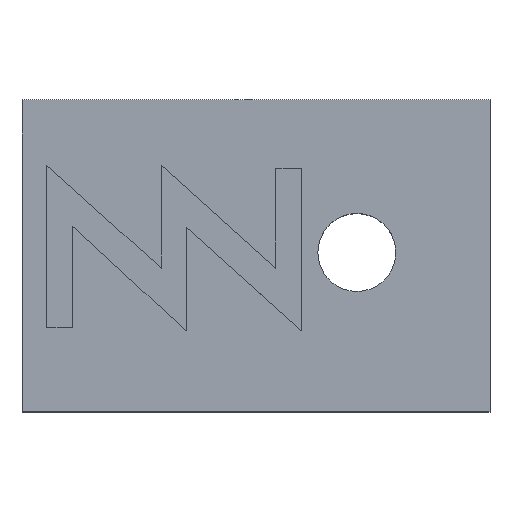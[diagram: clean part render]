
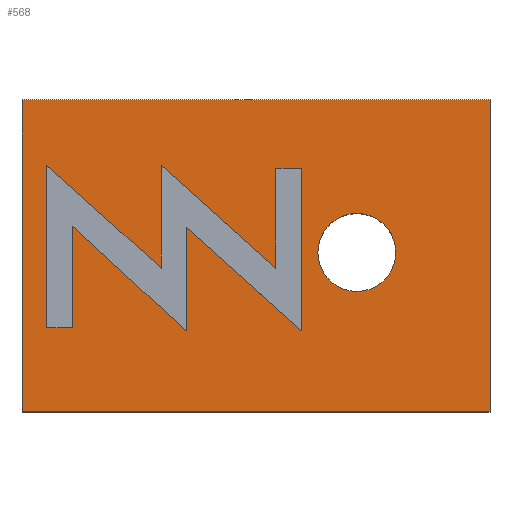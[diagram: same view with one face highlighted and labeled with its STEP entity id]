
A CAD part, top view. The second image highlights one B-rep face of the part: STEP entity #568.
In plain terms, the highlighted planar face has unit normal (0, 0, 1).
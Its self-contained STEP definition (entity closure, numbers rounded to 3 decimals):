
#44=LINE('',#801,#116);
#48=LINE('',#809,#120);
#51=LINE('',#815,#123);
#54=LINE('',#821,#126);
#57=LINE('',#827,#129);
#60=LINE('',#833,#132);
#63=LINE('',#839,#135);
#66=LINE('',#845,#138);
#69=LINE('',#851,#141);
#72=LINE('',#857,#144);
#75=LINE('',#863,#147);
#78=LINE('',#868,#150);
#82=LINE('',#878,#154);
#85=LINE('',#884,#157);
#88=LINE('',#890,#160);
#91=LINE('',#894,#163);
#116=VECTOR('',#658,0.639);
#120=VECTOR('',#664,0.166);
#123=VECTOR('',#669,1.042);
#126=VECTOR('',#674,0.995);
#129=VECTOR('',#679,0.665);
#132=VECTOR('',#684,0.991);
#135=VECTOR('',#689,0.65);
#138=VECTOR('',#694,0.166);
#141=VECTOR('',#699,1.041);
#144=VECTOR('',#704,0.987);
#147=VECTOR('',#709,0.66);
#150=VECTOR('',#714,0.988);
#154=VECTOR('',#722,2.);
#157=VECTOR('',#727,3.);
#160=VECTOR('',#732,2.);
#163=VECTOR('',#737,3.);
#191=PLANE('',#602);
#195=FACE_BOUND('',#260,.T.);
#196=FACE_BOUND('',#261,.T.);
#227=FACE_OUTER_BOUND('',#259,.T.);
#259=EDGE_LOOP('',(#510,#511,#512,#513));
#260=EDGE_LOOP('',(#514));
#261=EDGE_LOOP('',(#515,#516,#517,#518,#519,#520,#521,#522,#523,#524,#525,
#526));
#265=CIRCLE('',#573,0.25);
#267=VERTEX_POINT('',#744);
#285=VERTEX_POINT('',#799);
#286=VERTEX_POINT('',#800);
#289=VERTEX_POINT('',#808);
#291=VERTEX_POINT('',#814);
#293=VERTEX_POINT('',#820);
#295=VERTEX_POINT('',#826);
#297=VERTEX_POINT('',#832);
#299=VERTEX_POINT('',#838);
#301=VERTEX_POINT('',#844);
#303=VERTEX_POINT('',#850);
#305=VERTEX_POINT('',#856);
#307=VERTEX_POINT('',#862);
#311=VERTEX_POINT('',#875);
#312=VERTEX_POINT('',#877);
#314=VERTEX_POINT('',#883);
#316=VERTEX_POINT('',#889);
#317=EDGE_CURVE('',#267,#267,#265,.T.);
#343=EDGE_CURVE('',#285,#286,#44,.T.);
#347=EDGE_CURVE('',#286,#289,#48,.T.);
#350=EDGE_CURVE('',#289,#291,#51,.T.);
#353=EDGE_CURVE('',#291,#293,#54,.T.);
#356=EDGE_CURVE('',#293,#295,#57,.T.);
#359=EDGE_CURVE('',#295,#297,#60,.T.);
#362=EDGE_CURVE('',#297,#299,#63,.T.);
#365=EDGE_CURVE('',#299,#301,#66,.T.);
#368=EDGE_CURVE('',#301,#303,#69,.T.);
#371=EDGE_CURVE('',#303,#305,#72,.T.);
#374=EDGE_CURVE('',#305,#307,#75,.T.);
#377=EDGE_CURVE('',#307,#285,#78,.T.);
#381=EDGE_CURVE('',#312,#311,#82,.T.);
#384=EDGE_CURVE('',#314,#312,#85,.T.);
#387=EDGE_CURVE('',#316,#314,#88,.T.);
#390=EDGE_CURVE('',#311,#316,#91,.T.);
#510=ORIENTED_EDGE('',*,*,#390,.T.);
#511=ORIENTED_EDGE('',*,*,#387,.T.);
#512=ORIENTED_EDGE('',*,*,#384,.T.);
#513=ORIENTED_EDGE('',*,*,#381,.T.);
#514=ORIENTED_EDGE('',*,*,#317,.T.);
#515=ORIENTED_EDGE('',*,*,#343,.T.);
#516=ORIENTED_EDGE('',*,*,#347,.T.);
#517=ORIENTED_EDGE('',*,*,#350,.T.);
#518=ORIENTED_EDGE('',*,*,#353,.T.);
#519=ORIENTED_EDGE('',*,*,#356,.T.);
#520=ORIENTED_EDGE('',*,*,#359,.T.);
#521=ORIENTED_EDGE('',*,*,#362,.T.);
#522=ORIENTED_EDGE('',*,*,#365,.T.);
#523=ORIENTED_EDGE('',*,*,#368,.T.);
#524=ORIENTED_EDGE('',*,*,#371,.T.);
#525=ORIENTED_EDGE('',*,*,#374,.T.);
#526=ORIENTED_EDGE('',*,*,#377,.T.);
#568=ADVANCED_FACE('',(#227,#195,#196),#191,.T.);
#573=AXIS2_PLACEMENT_3D('',#745,#608,#609);
#602=AXIS2_PLACEMENT_3D('',#895,#738,#739);
#608=DIRECTION('center_axis',(0.,0.,-1.));
#609=DIRECTION('ref_axis',(-1.,0.,0.));
#658=DIRECTION('',(0.,1.,0.));
#664=DIRECTION('',(1.,0.,0.));
#669=DIRECTION('',(0.,-1.,0.));
#674=DIRECTION('',(-0.744,0.668,0.));
#679=DIRECTION('',(0.,-1.,0.));
#684=DIRECTION('',(-0.735,0.678,0.));
#689=DIRECTION('',(0.,-1.,0.));
#694=DIRECTION('',(-1.,0.,0.));
#699=DIRECTION('',(0.,1.,0.));
#704=DIRECTION('',(0.744,-0.668,0.));
#709=DIRECTION('',(0.,1.,0.));
#714=DIRECTION('',(0.744,-0.668,0.));
#722=DIRECTION('',(0.,-1.,0.));
#727=DIRECTION('',(-1.,0.,0.));
#732=DIRECTION('',(0.,1.,0.));
#737=DIRECTION('',(1.,0.,0.));
#738=DIRECTION('center_axis',(0.,0.,1.));
#739=DIRECTION('ref_axis',(1.,0.,0.));
#744=CARTESIAN_POINT('',(2.396,1.022,0.8));
#745=CARTESIAN_POINT('Origin',(2.146,1.022,0.8));
#799=CARTESIAN_POINT('',(1.626,0.921,0.8));
#800=CARTESIAN_POINT('',(1.627,1.561,0.8));
#801=CARTESIAN_POINT('',(1.627,1.28,0.8));
#808=CARTESIAN_POINT('',(1.793,1.56,0.8));
#809=CARTESIAN_POINT('',(1.646,1.56,0.8));
#814=CARTESIAN_POINT('',(1.793,0.519,0.8));
#815=CARTESIAN_POINT('',(1.793,0.759,0.8));
#820=CARTESIAN_POINT('',(1.053,1.184,0.8));
#821=CARTESIAN_POINT('',(1.222,1.032,0.8));
#826=CARTESIAN_POINT('',(1.053,0.519,0.8));
#827=CARTESIAN_POINT('',(1.053,0.759,0.8));
#832=CARTESIAN_POINT('',(0.324,1.191,0.8));
#833=CARTESIAN_POINT('',(0.689,0.854,0.8));
#838=CARTESIAN_POINT('',(0.324,0.541,0.8));
#839=CARTESIAN_POINT('',(0.324,0.77,0.8));
#844=CARTESIAN_POINT('',(0.158,0.541,0.8));
#845=CARTESIAN_POINT('',(0.829,0.541,0.8));
#850=CARTESIAN_POINT('',(0.158,1.581,0.8));
#851=CARTESIAN_POINT('',(0.158,1.291,0.8));
#856=CARTESIAN_POINT('',(0.892,0.922,0.8));
#857=CARTESIAN_POINT('',(1.041,0.788,0.8));
#862=CARTESIAN_POINT('',(0.892,1.581,0.8));
#863=CARTESIAN_POINT('',(0.892,1.291,0.8));
#868=CARTESIAN_POINT('',(1.572,0.97,0.8));
#875=CARTESIAN_POINT('',(0.,0.,0.8));
#877=CARTESIAN_POINT('',(0.,2.,0.8));
#878=CARTESIAN_POINT('',(0.,2.,0.8));
#883=CARTESIAN_POINT('',(3.,2.,0.8));
#884=CARTESIAN_POINT('',(3.,2.,0.8));
#889=CARTESIAN_POINT('',(3.,0.,0.8));
#890=CARTESIAN_POINT('',(3.,0.,0.8));
#894=CARTESIAN_POINT('',(0.,0.,0.8));
#895=CARTESIAN_POINT('Origin',(1.5,1.,0.8));
